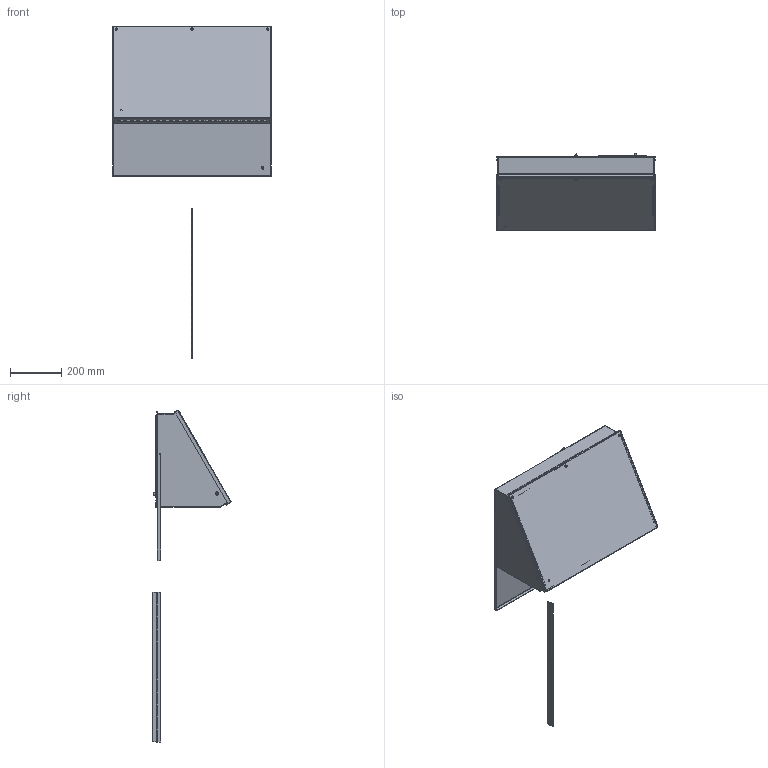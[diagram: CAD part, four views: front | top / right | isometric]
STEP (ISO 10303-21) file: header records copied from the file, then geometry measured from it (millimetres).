
FILE_DESCRIPTION( ( 'Unknown' ), '1' );
FILE_NAME( '1488JN11.stp', 'Unknown', ( 'Unknown' ), ( 'Unknown' ), 'PSStep 10.0', 'Unknown', ' ' );
FILE_SCHEMA( ( 'automotive_design' ) );
Length unit declared in the file: millimetre
Products named in the file (13): COM44081-2; COM44101-1; Assem1; STD2188807; COM44081; COM44101; STD26152; COM44117; COM44081-1; RVN01002; COM55497; SCS19475; RNG17670
Bounding box: 618.31 x 303.99 x 1293.24 mm (x, y, z)
Volume: 3922644.6 mm3; surface area: 4357240 mm2
Topology: 30 solids, 30 shells, 1170 faces, 3555 edges, 2338 vertices
Faces by surface type: plane 911, cylinder 228, cone 17, torus 10, bspline 4
Full cylindrical faces by diameter (mm): 2.286 x2, 3.759 x4, 3.967 x6, 4.039 x4, 4.826 x4, 6.35 x9, 6.985 x4, 9.296 x3, 9.525 x3, 9.906 x4, 15.875 x3
Entity records: 16990 total; most frequent: CARTESIAN_POINT 3124, ORIENTED_EDGE 2910, DIRECTION 2754, EDGE_CURVE 1455, LINE 1142, VECTOR 1142, VERTEX_POINT 972, AXIS2_PLACEMENT_3D 806
